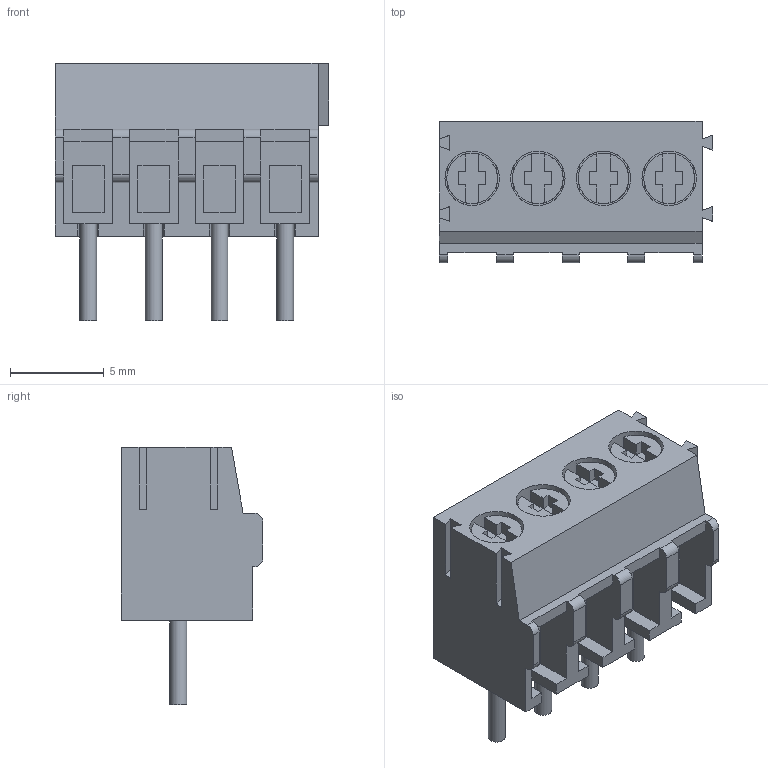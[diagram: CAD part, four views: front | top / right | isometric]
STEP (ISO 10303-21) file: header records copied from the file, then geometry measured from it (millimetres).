
FILE_DESCRIPTION(/* description */ ('model of TerminalBlock_Phoenix_PT-1,5-4-3.5-H_1x04_P3.50mm_Horizontal'),/* implementation_level */ '2;1');
FILE_NAME(/* name */ 'TerminalBlock_Phoenix_PT-1,5-4-3.5-H_1x04_P3.50mm_Horizontal.step',/* time_stamp */ '2020-05-14T18:09:21',/* author */ ('kicad StepUp','ksu'),/* organization */ ('FreeCAD'),/* preprocessor_version */ 'OCC',/* originating_system */ 'kicad StepUp',/* authorisation */ '');
FILE_SCHEMA(('AUTOMOTIVE_DESIGN { 1 0 10303 214 1 1 1 1 }'));
Length unit declared in the file: millimetre
Products named in the file (1): TerminalBlock_Phoenix_PT_15_4_35_H_1x04_P350mm_Horizontal
Bounding box: 14.57 x 7.55 x 13.7 mm (x, y, z)
Volume: 680.1 mm3; surface area: 1308.3 mm2
Topology: 1 solids, 1 shells, 220 faces, 594 edges, 388 vertices
Faces by surface type: plane 190, cylinder 30
Full cylindrical faces by diameter (mm): 0.9 x4, 2.7 x4, 2.9 x4
Entity records: 16079 total; most frequent: CARTESIAN_POINT 2655, DIRECTION 2198, LINE 1458, VECTOR 1458, ORIENTED_EDGE 1188, PCURVE 1188, DEFINITIONAL_REPRESENTATION 1188, EDGE_CURVE 594
